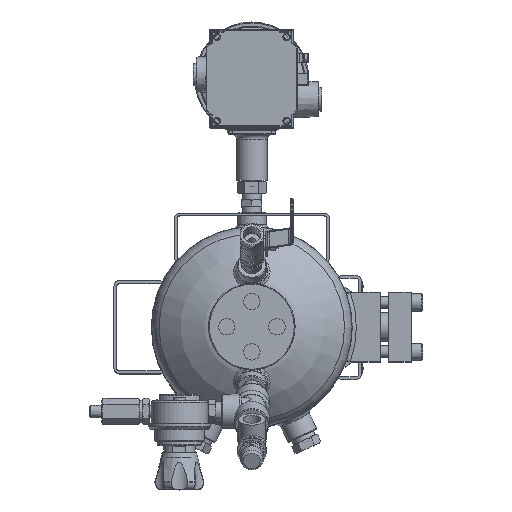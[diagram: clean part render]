
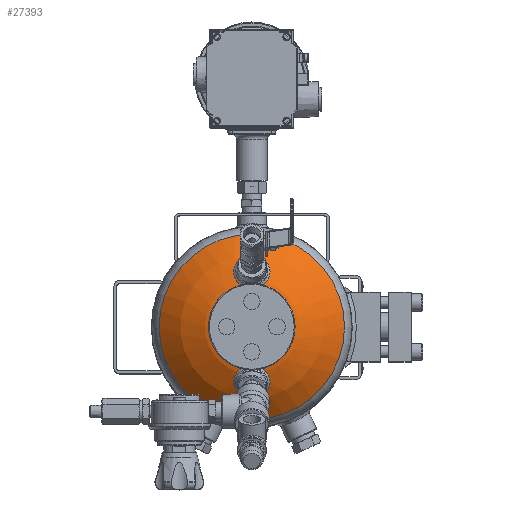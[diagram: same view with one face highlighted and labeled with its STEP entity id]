
A CAD part, top view. The second image highlights one B-rep face of the part: STEP entity #27393.
In plain terms, the highlighted spherical face has radius 140.215 mm.
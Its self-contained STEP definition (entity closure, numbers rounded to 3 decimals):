
#3723=SPHERICAL_SURFACE('',#38952,140.215);
#5332=CIRCLE('',#38953,17.526);
#5333=CIRCLE('',#38954,22.513);
#5334=CIRCLE('',#38955,17.526);
#5335=CIRCLE('',#38956,101.553);
#6798=ORIENTED_EDGE('',*,*,#14487,.T.);
#6799=ORIENTED_EDGE('',*,*,#14488,.T.);
#6800=ORIENTED_EDGE('',*,*,#14489,.T.);
#6801=ORIENTED_EDGE('',*,*,#14490,.F.);
#14487=EDGE_CURVE('',#18344,#18344,#5332,.T.);
#14488=EDGE_CURVE('',#18345,#18345,#5333,.T.);
#14489=EDGE_CURVE('',#18346,#18346,#5334,.T.);
#14490=EDGE_CURVE('',#18347,#18347,#5335,.T.);
#18344=VERTEX_POINT('',#52175);
#18345=VERTEX_POINT('',#52177);
#18346=VERTEX_POINT('',#52179);
#18347=VERTEX_POINT('',#52181);
#21642=EDGE_LOOP('',(#6798));
#21643=EDGE_LOOP('',(#6799));
#21644=EDGE_LOOP('',(#6800));
#21645=EDGE_LOOP('',(#6801));
#24267=FACE_BOUND('',#21642,.T.);
#24268=FACE_BOUND('',#21643,.T.);
#24269=FACE_BOUND('',#21644,.T.);
#24270=FACE_BOUND('',#21645,.T.);
#27393=ADVANCED_FACE('',(#24267,#24268,#24269,#24270),#3723,.T.);
#38952=AXIS2_PLACEMENT_3D('',#52173,#42315,#42316);
#38953=AXIS2_PLACEMENT_3D('',#52174,#42317,#42318);
#38954=AXIS2_PLACEMENT_3D('',#52176,#42319,#42320);
#38955=AXIS2_PLACEMENT_3D('',#52178,#42321,#42322);
#38956=AXIS2_PLACEMENT_3D('',#52180,#42323,#42324);
#42315=DIRECTION('',(0.,0.,-1.));
#42316=DIRECTION('',(-1.,0.,0.));
#42317=DIRECTION('',(-0.435,0.,-0.9));
#42318=DIRECTION('',(-0.9,0.,0.435));
#42319=DIRECTION('',(0.,0.,-1.));
#42320=DIRECTION('',(-1.,0.,0.));
#42321=DIRECTION('',(0.435,0.,-0.9));
#42322=DIRECTION('',(-0.9,0.,-0.435));
#42323=DIRECTION('',(0.,0.,-1.));
#42324=DIRECTION('',(-1.,0.,0.));
#52173=CARTESIAN_POINT('',(0.,0.,-38.615));
#52174=CARTESIAN_POINT('',(60.522,0.,86.646));
#52175=CARTESIAN_POINT('',(44.741,0.,94.27));
#52176=CARTESIAN_POINT('',(0.,0.,99.781));
#52177=CARTESIAN_POINT('',(-22.513,0.,99.781));
#52178=CARTESIAN_POINT('',(-60.522,0.,86.646));
#52179=CARTESIAN_POINT('',(-76.302,0.,79.021));
#52180=CARTESIAN_POINT('',(0.,0.,58.066));
#52181=CARTESIAN_POINT('',(-101.553,0.,58.066));
